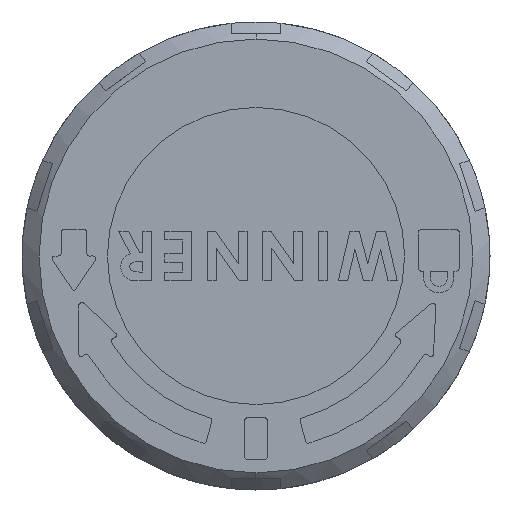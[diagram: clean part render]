
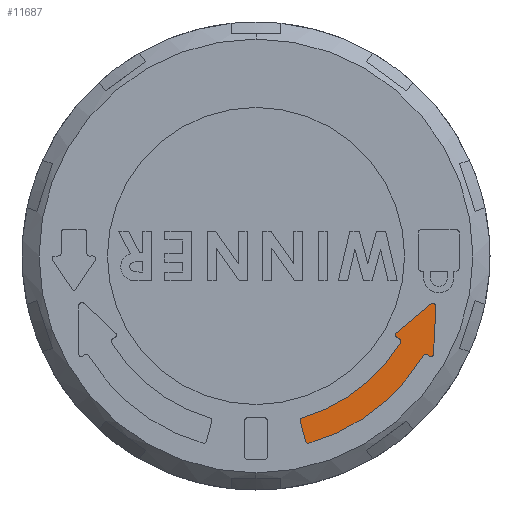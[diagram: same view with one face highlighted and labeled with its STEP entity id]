
A CAD part, left-side view. The second image highlights one B-rep face of the part: STEP entity #11687.
In plain terms, the highlighted planar face has unit normal (-1, 0, 0).
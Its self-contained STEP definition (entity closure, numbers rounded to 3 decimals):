
#9 = CARTESIAN_POINT ( 'NONE',  ( -47.14, -12.907, -7.74 ) ) ;
#231 = EDGE_CURVE ( 'NONE', #10582, #312, #12333, .T. ) ;
#312 = VERTEX_POINT ( 'NONE', #10484 ) ;
#430 = LINE ( 'NONE', #1995, #14851 ) ;
#433 = DIRECTION ( 'NONE',  ( 0., 0., 1. ) ) ;
#457 = EDGE_CURVE ( 'NONE', #14092, #13126, #6068, .T. ) ;
#464 = LINE ( 'NONE', #7402, #3044 ) ;
#647 = CARTESIAN_POINT ( 'NONE',  ( -47.14, -13.688, -3.866 ) ) ;
#887 = AXIS2_PLACEMENT_3D ( 'NONE', #2568, #12857, #7054 ) ;
#891 = DIRECTION ( 'NONE',  ( 0., 0., 1. ) ) ;
#928 = AXIS2_PLACEMENT_3D ( 'NONE', #12632, #14821, #4649 ) ;
#1123 = CARTESIAN_POINT ( 'NONE',  ( -47.14, -10.67, -5.85 ) ) ;
#1243 = ORIENTED_EDGE ( 'NONE', *, *, #10531, .T. ) ;
#1258 = DIRECTION ( 'NONE',  ( -1., 0., 0. ) ) ;
#1623 = VECTOR ( 'NONE', #14669, 1000. ) ;
#1675 = AXIS2_PLACEMENT_3D ( 'NONE', #5556, #6721, #7822 ) ;
#1725 = EDGE_CURVE ( 'NONE', #10036, #8106, #430, .T. ) ;
#1768 = DIRECTION ( 'NONE',  ( 0., -0.866, -0.5 ) ) ;
#1846 = DIRECTION ( 'NONE',  ( -1., 0., 0. ) ) ;
#1973 = CARTESIAN_POINT ( 'NONE',  ( -47.14, -10.955, -6.62 ) ) ;
#1995 = CARTESIAN_POINT ( 'NONE',  ( -47.14, -13.278, -3.662 ) ) ;
#2124 = AXIS2_PLACEMENT_3D ( 'NONE', #4042, #13208, #433 ) ;
#2148 = DIRECTION ( 'NONE',  ( 0., 0., 1. ) ) ;
#2292 = EDGE_CURVE ( 'NONE', #8136, #14092, #12137, .T. ) ;
#2361 = DIRECTION ( 'NONE',  ( 1., 0., 0. ) ) ;
#2374 = CIRCLE ( 'NONE', #7654, 0.2 ) ;
#2493 = EDGE_LOOP ( 'NONE', ( #14642, #14768, #8300, #4001, #6991, #12217, #11872, #11722, #4515, #10146, #11165, #7172, #9701, #13796, #11715, #1243 ) ) ;
#2568 = CARTESIAN_POINT ( 'NONE',  ( -47.14, -10.798, -6.003 ) ) ;
#2569 = VERTEX_POINT ( 'NONE', #13581 ) ;
#2850 = VERTEX_POINT ( 'NONE', #3890 ) ;
#2939 = DIRECTION ( 'NONE',  ( 0., 0., 1. ) ) ;
#3044 = VECTOR ( 'NONE', #1768, 1000. ) ;
#3145 = CARTESIAN_POINT ( 'NONE',  ( -47.14, -13.438, -3.853 ) ) ;
#3576 = DIRECTION ( 'NONE',  ( 0., 0., -1. ) ) ;
#3762 = CARTESIAN_POINT ( 'NONE',  ( -47.14, -13.438, -3.603 ) ) ;
#3837 = AXIS2_PLACEMENT_3D ( 'NONE', #11230, #7713, #2148 ) ;
#3890 = CARTESIAN_POINT ( 'NONE',  ( -47.14, -10.866, -6.274 ) ) ;
#4001 = ORIENTED_EDGE ( 'NONE', *, *, #6773, .T. ) ;
#4042 = CARTESIAN_POINT ( 'NONE',  ( -47.14, -10.741, -6.49 ) ) ;
#4159 = VERTEX_POINT ( 'NONE', #1973 ) ;
#4286 = DIRECTION ( 'NONE',  ( -1., 0., 0. ) ) ;
#4491 = CARTESIAN_POINT ( 'NONE',  ( -47.14, -13.5, -7.458 ) ) ;
#4515 = ORIENTED_EDGE ( 'NONE', *, *, #4613, .T. ) ;
#4573 = CIRCLE ( 'NONE', #1675, 0.2 ) ;
#4592 = EDGE_CURVE ( 'NONE', #8781, #4692, #10856, .T. ) ;
#4613 = EDGE_CURVE ( 'NONE', #8106, #11381, #11043, .T. ) ;
#4649 = DIRECTION ( 'NONE',  ( 0., 0., 1. ) ) ;
#4692 = VERTEX_POINT ( 'NONE', #14480 ) ;
#4752 = CARTESIAN_POINT ( 'NONE',  ( -47.14, -13.5, -7.458 ) ) ;
#4904 = EDGE_CURVE ( 'NONE', #6287, #2569, #4573, .T. ) ;
#4994 = DIRECTION ( 'NONE',  ( 0., 0., 1. ) ) ;
#5202 = FACE_OUTER_BOUND ( 'NONE', #2493, .T. ) ;
#5423 = AXIS2_PLACEMENT_3D ( 'NONE', #9, #2361, #11500 ) ;
#5549 = CIRCLE ( 'NONE', #2124, 0.25 ) ;
#5556 = CARTESIAN_POINT ( 'NONE',  ( -47.14, -3.972, -14.049 ) ) ;
#5893 = DIRECTION ( 'NONE',  ( 1., 0., 0. ) ) ;
#5959 = CARTESIAN_POINT ( 'NONE',  ( -47.14, -12.692, -7.612 ) ) ;
#6068 = CIRCLE ( 'NONE', #10295, 0.25 ) ;
#6287 = VERTEX_POINT ( 'NONE', #10082 ) ;
#6434 = CIRCLE ( 'NONE', #13090, 12.8 ) ;
#6481 = AXIS2_PLACEMENT_3D ( 'NONE', #13323, #1846, #9860 ) ;
#6656 = CARTESIAN_POINT ( 'NONE',  ( -47.14, -13.3, -7.448 ) ) ;
#6721 = DIRECTION ( 'NONE',  ( -1., 0., 0. ) ) ;
#6773 = EDGE_CURVE ( 'NONE', #8985, #8136, #2374, .T. ) ;
#6849 = DIRECTION ( 'NONE',  ( 0., 0., -1. ) ) ;
#6896 = CARTESIAN_POINT ( 'NONE',  ( -47.14, 0., 0. ) ) ;
#6991 = ORIENTED_EDGE ( 'NONE', *, *, #2292, .T. ) ;
#7054 = DIRECTION ( 'NONE',  ( 0., 0., 1. ) ) ;
#7172 = ORIENTED_EDGE ( 'NONE', *, *, #14556, .T. ) ;
#7402 = CARTESIAN_POINT ( 'NONE',  ( -47.14, -13.032, -7.524 ) ) ;
#7650 = DIRECTION ( 'NONE',  ( -1., 0., 0. ) ) ;
#7654 = AXIS2_PLACEMENT_3D ( 'NONE', #6656, #4286, #891 ) ;
#7713 = DIRECTION ( 'NONE',  ( 1., 0., 0. ) ) ;
#7822 = DIRECTION ( 'NONE',  ( 0., 0., 1. ) ) ;
#8047 = EDGE_CURVE ( 'NONE', #4692, #6287, #8971, .T. ) ;
#8106 = VERTEX_POINT ( 'NONE', #1123 ) ;
#8136 = VERTEX_POINT ( 'NONE', #4752 ) ;
#8300 = ORIENTED_EDGE ( 'NONE', *, *, #11821, .T. ) ;
#8381 = PLANE ( 'NONE',  #8943 ) ;
#8481 = CARTESIAN_POINT ( 'NONE',  ( -47.14, -12.907, -7.74 ) ) ;
#8781 = VERTEX_POINT ( 'NONE', #11644 ) ;
#8943 = AXIS2_PLACEMENT_3D ( 'NONE', #8481, #10659, #4994 ) ;
#8971 = LINE ( 'NONE', #12323, #1623 ) ;
#8985 = VERTEX_POINT ( 'NONE', #14338 ) ;
#9038 = CARTESIAN_POINT ( 'NONE',  ( -47.14, -3.557, -12.504 ) ) ;
#9084 = DIRECTION ( 'NONE',  ( 0., -0.052, 0.999 ) ) ;
#9610 = EDGE_CURVE ( 'NONE', #312, #10384, #14327, .T. ) ;
#9674 = CIRCLE ( 'NONE', #6481, 0.25 ) ;
#9701 = ORIENTED_EDGE ( 'NONE', *, *, #4592, .T. ) ;
#9860 = DIRECTION ( 'NONE',  ( 0., 0., 1. ) ) ;
#9921 = CARTESIAN_POINT ( 'NONE',  ( -47.14, -10.698, -6.177 ) ) ;
#10036 = VERTEX_POINT ( 'NONE', #13940 ) ;
#10082 = CARTESIAN_POINT ( 'NONE',  ( -47.14, -3.778, -14.101 ) ) ;
#10146 = ORIENTED_EDGE ( 'NONE', *, *, #13811, .T. ) ;
#10295 = AXIS2_PLACEMENT_3D ( 'NONE', #3145, #7650, #2939 ) ;
#10384 = VERTEX_POINT ( 'NONE', #12054 ) ;
#10484 = CARTESIAN_POINT ( 'NONE',  ( -47.14, -12.907, -7.49 ) ) ;
#10531 = EDGE_CURVE ( 'NONE', #2569, #10582, #13778, .T. ) ;
#10582 = VERTEX_POINT ( 'NONE', #5959 ) ;
#10659 = DIRECTION ( 'NONE',  ( -1., 0., 0. ) ) ;
#10856 = CIRCLE ( 'NONE', #13021, 0.2 ) ;
#11043 = CIRCLE ( 'NONE', #887, 0.2 ) ;
#11165 = ORIENTED_EDGE ( 'NONE', *, *, #13999, .T. ) ;
#11230 = CARTESIAN_POINT ( 'NONE',  ( -47.14, -12.907, -7.74 ) ) ;
#11358 = EDGE_CURVE ( 'NONE', #13126, #10036, #9674, .T. ) ;
#11381 = VERTEX_POINT ( 'NONE', #9921 ) ;
#11500 = DIRECTION ( 'NONE',  ( 0., 0., 1. ) ) ;
#11644 = CARTESIAN_POINT ( 'NONE',  ( -47.14, -3.503, -12.311 ) ) ;
#11661 = CARTESIAN_POINT ( 'NONE',  ( -47.14, -10.698, -6.177 ) ) ;
#11687 = ADVANCED_FACE ( 'NONE', ( #5202 ), #8381, .T. ) ;
#11715 = ORIENTED_EDGE ( 'NONE', *, *, #4904, .T. ) ;
#11722 = ORIENTED_EDGE ( 'NONE', *, *, #1725, .T. ) ;
#11821 = EDGE_CURVE ( 'NONE', #10384, #8985, #464, .T. ) ;
#11872 = ORIENTED_EDGE ( 'NONE', *, *, #11358, .T. ) ;
#12054 = CARTESIAN_POINT ( 'NONE',  ( -47.14, -13.032, -7.524 ) ) ;
#12137 = LINE ( 'NONE', #4491, #14104 ) ;
#12217 = ORIENTED_EDGE ( 'NONE', *, *, #457, .T. ) ;
#12323 = CARTESIAN_POINT ( 'NONE',  ( -47.14, -3.364, -12.556 ) ) ;
#12333 = CIRCLE ( 'NONE', #5423, 0.25 ) ;
#12432 = DIRECTION ( 'NONE',  ( 0., 0.766, -0.643 ) ) ;
#12632 = CARTESIAN_POINT ( 'NONE',  ( -47.14, 0., 0. ) ) ;
#12857 = DIRECTION ( 'NONE',  ( -1., 0., 0. ) ) ;
#12877 = VECTOR ( 'NONE', #13959, 1000. ) ;
#13021 = AXIS2_PLACEMENT_3D ( 'NONE', #9038, #1258, #3576 ) ;
#13090 = AXIS2_PLACEMENT_3D ( 'NONE', #6896, #5893, #6849 ) ;
#13126 = VERTEX_POINT ( 'NONE', #3762 ) ;
#13208 = DIRECTION ( 'NONE',  ( 1., 0., 0. ) ) ;
#13323 = CARTESIAN_POINT ( 'NONE',  ( -47.14, -13.438, -3.853 ) ) ;
#13581 = CARTESIAN_POINT ( 'NONE',  ( -47.14, -4.026, -14.242 ) ) ;
#13778 = CIRCLE ( 'NONE', #928, 14.8 ) ;
#13796 = ORIENTED_EDGE ( 'NONE', *, *, #8047, .T. ) ;
#13811 = EDGE_CURVE ( 'NONE', #11381, #2850, #14318, .T. ) ;
#13940 = CARTESIAN_POINT ( 'NONE',  ( -47.14, -13.278, -3.662 ) ) ;
#13959 = DIRECTION ( 'NONE',  ( 0., -0.866, -0.5 ) ) ;
#13999 = EDGE_CURVE ( 'NONE', #2850, #4159, #5549, .T. ) ;
#14092 = VERTEX_POINT ( 'NONE', #647 ) ;
#14104 = VECTOR ( 'NONE', #9084, 1000. ) ;
#14318 = LINE ( 'NONE', #11661, #12877 ) ;
#14327 = CIRCLE ( 'NONE', #3837, 0.25 ) ;
#14338 = CARTESIAN_POINT ( 'NONE',  ( -47.14, -13.2, -7.621 ) ) ;
#14480 = CARTESIAN_POINT ( 'NONE',  ( -47.14, -3.364, -12.556 ) ) ;
#14556 = EDGE_CURVE ( 'NONE', #4159, #8781, #6434, .T. ) ;
#14642 = ORIENTED_EDGE ( 'NONE', *, *, #231, .T. ) ;
#14669 = DIRECTION ( 'NONE',  ( 0., -0.259, -0.966 ) ) ;
#14768 = ORIENTED_EDGE ( 'NONE', *, *, #9610, .T. ) ;
#14821 = DIRECTION ( 'NONE',  ( -1., 0., 0. ) ) ;
#14851 = VECTOR ( 'NONE', #12432, 1000. ) ;
